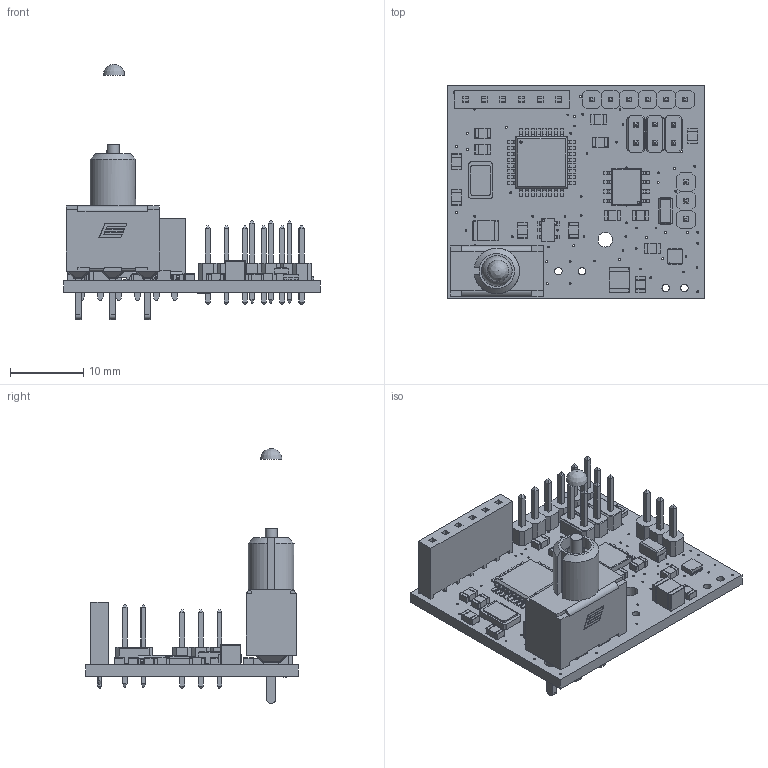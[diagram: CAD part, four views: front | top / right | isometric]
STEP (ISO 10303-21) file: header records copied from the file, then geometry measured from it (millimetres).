
FILE_DESCRIPTION(/* description */ (''),/* implementation_level */ '2;1');
FILE_NAME(/* name */ '54804d88-8f4d-4389-94d6-9f2dc81db74d.stp',/* time_stamp */ '2018-07-03T15:42:37-07:00',/* author */ ('ckeef'),/* organization */ (''),/* preprocessor_version */ 'ST-DEVELOPER v17',/* originating_system */ 'Autodesk Translation Framework v7.1.0.215',/* authorisation */ '');
FILE_SCHEMA (('AUTOMOTIVE_DESIGN { 1 0 10303 214 3 1 1 }'));
Length unit declared in the file: millimetre
Products named in the file (23): bt_rc_car_vehicle; PCB Component; Board; 10K; 5A/28V; HM-10; _SSW-106-01-S-S_terminal; _SSW-106-01-S-S_pin; MG90S; P(B,C)C01SAAN (1); DRV8838D 1.8A; MCP1802T-500 300mA/5V; BD60GC0WEFJ 1A/6V; 2PT_GND_TIE; ATMEGA328p; 16 MHz; 100uF/16V; 10uF/16V; AVRISP; Dual TH withbump format; FTDI; P(B,C)C01SAAN; 1uF/25V
Assembly tree (43 placements, depth 4):
  bt_rc_car_vehicle
    PCB Component
      Board
      1uF/25V  x12
      10K
      5A/28V
      HM-10
        _SSW-106-01-S-S_terminal
        _SSW-106-01-S-S_pin
      MG90S
        P(B,C)C01SAAN (1)  x3
      DRV8838D 1.8A
      MCP1802T-500 300mA/5V
      BD60GC0WEFJ 1A/6V
      2PT_GND_TIE
      ATMEGA328p
      16 MHz
      100uF/16V  x2
      10uF/16V
      AVRISP
        Dual TH withbump format  x3
      FTDI
        P(B,C)C01SAAN  x6
Bounding box: 35 x 29 x 34.78 mm (x, y, z)
Volume: 3320.8 mm3; surface area: 5608 mm2
Topology: 78 solids, 82 shells, 2456 faces, 5678 edges, 3486 vertices
Faces by surface type: plane 1448, cylinder 739, sphere 253, bspline 13, cone 3
Full cylindrical faces by diameter (mm): 0.1 x1, 0.254 x88, 0.3 x3, 0.33 x2, 1 x2, 1.016 x23, 1.65 x1, 1.875 x3, 2 x1, 4.2 x1
Entity records: 45309 total; most frequent: CARTESIAN_POINT 7575, DIRECTION 7521, ORIENTED_EDGE 7234, EDGE_CURVE 3617, LINE 2693, VECTOR 2693, AXIS2_PLACEMENT_3D 2414, VERTEX_POINT 2330
